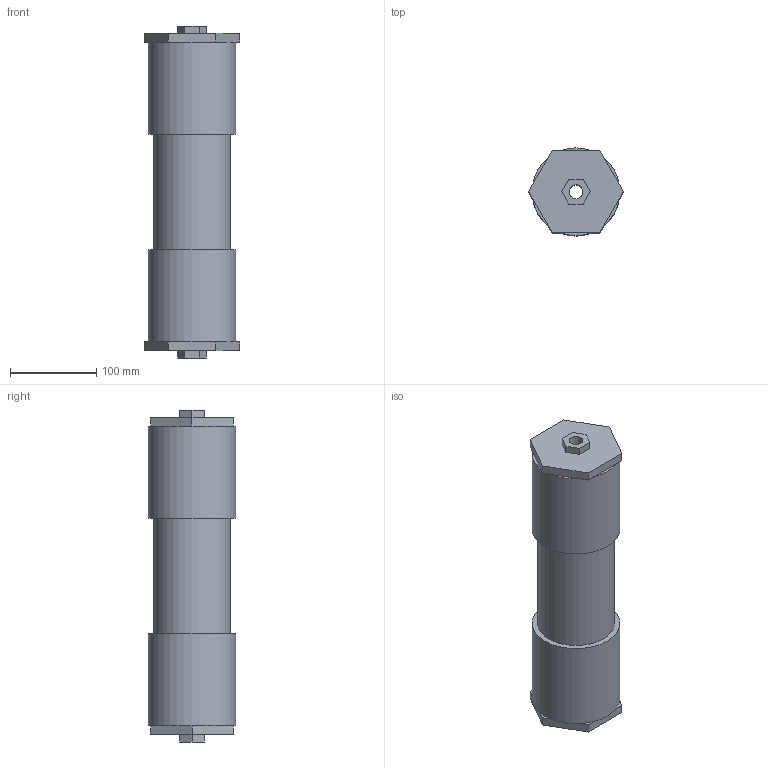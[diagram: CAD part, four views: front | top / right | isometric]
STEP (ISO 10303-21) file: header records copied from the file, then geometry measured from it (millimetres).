
FILE_DESCRIPTION(/* description */ (''),/* implementation_level */ '2;1');
FILE_NAME(/* name */ 'SurgeTank.step',/* time_stamp */ '2021-05-01T16:35:52+05:00',/* author */ (''),/* organization */ (''),/* preprocessor_version */ 'ST-DEVELOPER v18.1',/* originating_system */ 'Autodesk Translation Framework v9.7.1.1290',/* authorisation */ '');
FILE_SCHEMA (('AUTOMOTIVE_DESIGN { 1 0 10303 214 3 1 1 }'));
Length unit declared in the file: inch
Products named in the file (5): SurgeTank; Pipe9in; 3inTo3InCoupler; 3inTo3/4inAdapter; 3/4inTo3/8inReducer
Assembly tree (5 placements, depth 4):
  SurgeTank
    Pipe9in
    3inTo3InCoupler  x2
      3inTo3/4inAdapter
        3/4inTo3/8inReducer
Bounding box: 109.99 x 101.6 x 384.05 mm (x, y, z)
Volume: 1163379.2 mm3; surface area: 345870 mm2
Topology: 7 solids, 7 shells, 68 faces, 134 edges, 88 vertices
Faces by surface type: plane 46, cylinder 20, cone 2
Full cylindrical faces by diameter (mm): 15.875 x2, 25.4 x4, 76.2 x2, 82.55 x3, 88.9 x7, 101.6 x2
Entity records: 1080 total; most frequent: DIRECTION 184, CARTESIAN_POINT 162, ORIENTED_EDGE 140, EDGE_CURVE 70, AXIS2_PLACEMENT_3D 68, EDGE_LOOP 48, LINE 48, VECTOR 48
